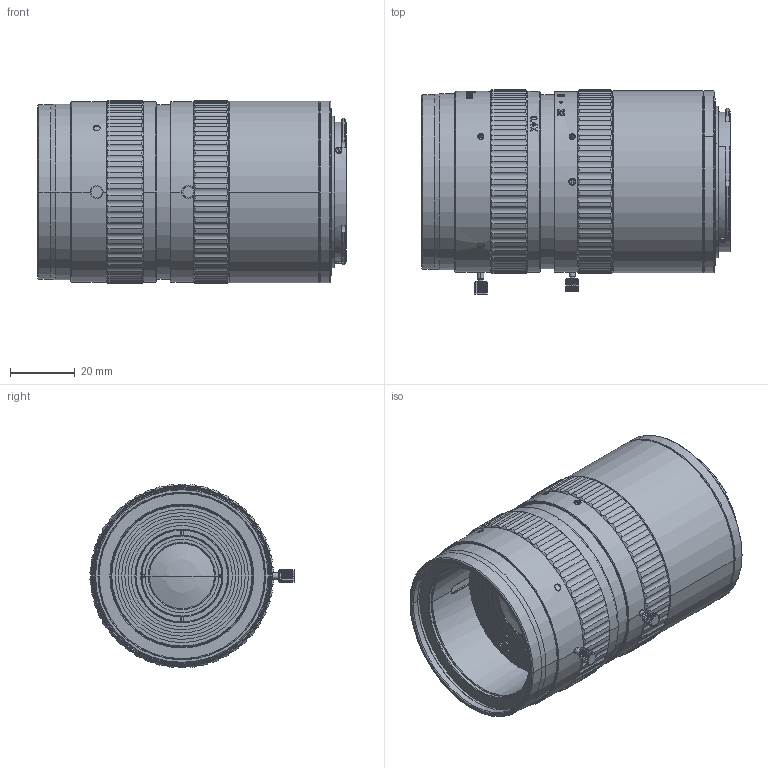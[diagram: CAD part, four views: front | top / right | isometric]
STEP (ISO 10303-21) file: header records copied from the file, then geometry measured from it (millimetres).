
FILE_DESCRIPTION(('FreeCAD Model'),'2;1');
FILE_NAME('Open CASCADE Shape Model','2025-01-22T14:41:39',(''),(''), 'Open CASCADE STEP processor 7.8','FreeCAD','Unknown');
FILE_SCHEMA(('AUTOMOTIVE_DESIGN { 1 0 10303 214 1 1 1 1 }'));
Length unit declared in the file: millimetre
Products named in the file (98): VA-LFM-29MP-80MM-F5.6-58C; 503_AF0; COMPOUND003; COMPOUND; COMPOUND001; COMPOUND002; COMPOUND007; COMPOUND004; COMPOUND005; COMPOUND006; 202_AF0_ASM; 502_AF0; COMPOUND010; COMPOUND008; COMPOUND009; COMPOUND018; COMPOUND011; COMPOUND012; COMPOUND013; COMPOUND014; COMPOUND015; COMPOUND016; COMPOUND017; JD20302002_AF0; JD20302002_AF1; 602_AF0_ASM; 306_AF0; 513_AF0; SOLID; SHELL; 514_AF0; 515_AF0; SOLID001; SHELL001; 504_AF003; 504_AF0; 504_AF001; 504_AF002; 505_AF0; SOLID002 ...
Assembly tree (98 placements, depth 5):
  VA-LFM-29MP-80MM-F5.6-58C
    503_AF0
      COMPOUND003
        COMPOUND
        COMPOUND001
        COMPOUND002
      COMPOUND007
        COMPOUND004
        COMPOUND005
        COMPOUND006
    202_AF0_ASM
      502_AF0
        COMPOUND010
          COMPOUND008
          COMPOUND009
        COMPOUND018
          COMPOUND011
          COMPOUND012
          COMPOUND013
          COMPOUND014
          COMPOUND015
          COMPOUND016
          COMPOUND017
      JD20302002_AF0
      JD20302002_AF1
      602_AF0_ASM
        306_AF0
      513_AF0
        SOLID
        SHELL
      514_AF0
      515_AF0
        SOLID001
        SHELL001
    504_AF003
      504_AF0
      504_AF001
      504_AF002
    505_AF0
      SOLID002
      COMPOUND022
        COMPOUND019
        COMPOUND020
        COMPOUND021
    506_AF0
      SOLID003
      COMPOUND027
        COMPOUND023
        COMPOUND024
        COMPOUND025
        COMPOUND026
    507_AF0
      SOLID004
      COMPOUND034
        COMPOUND028
        COMPOUND029
        COMPOUND030
        COMPOUND031
        COMPOUND032
        COMPOUND033
Bounding box: 95.7 x 63.28 x 57 mm (x, y, z)
Volume: 17299.3 mm3; surface area: 67049.1 mm2
Topology: 27 solids, 68 shells, 1632 faces, 4350 edges, 2842 vertices
Faces by surface type: cylinder 543, bspline 473, plane 415, cone 195, sphere 4, torus 2
Entity records: 75392 total; most frequent: CARTESIAN_POINT 36244, ORIENTED_EDGE 8400, DIRECTION 6359, EDGE_CURVE 4292, VERTEX_POINT 2808, AXIS2_PLACEMENT_3D 2295, LINE 1769, VECTOR 1769
